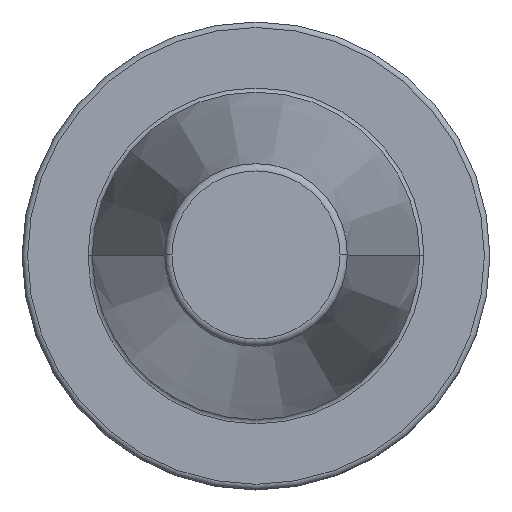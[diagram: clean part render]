
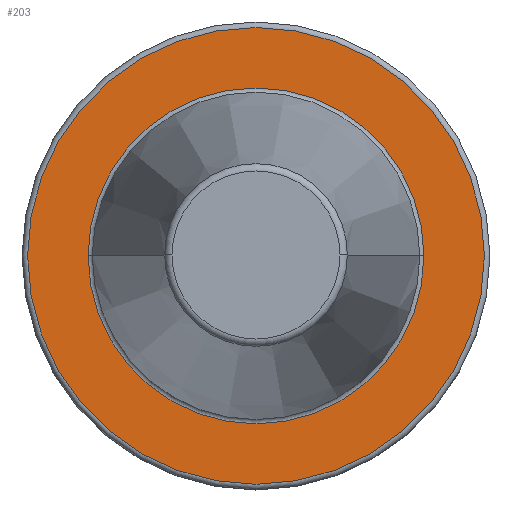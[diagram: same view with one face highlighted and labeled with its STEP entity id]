
A CAD part, top view. The second image highlights one B-rep face of the part: STEP entity #203.
In plain terms, the highlighted planar face has unit normal (0, 0, 1).
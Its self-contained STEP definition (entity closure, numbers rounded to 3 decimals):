
#59=FACE_BOUND('',#363,.T.);
#60=FACE_BOUND('',#364,.T.);
#99=PLANE('',#1377);
#203=ADVANCED_FACE('',(#59,#60),#99,.T.);
#363=EDGE_LOOP('',(#781));
#364=EDGE_LOOP('',(#782,#783));
#781=ORIENTED_EDGE('',*,*,#1138,.T.);
#782=ORIENTED_EDGE('',*,*,#1139,.F.);
#783=ORIENTED_EDGE('',*,*,#1140,.F.);
#979=VERTEX_POINT('',#2222);
#980=VERTEX_POINT('',#2224);
#981=VERTEX_POINT('',#2225);
#1138=EDGE_CURVE('',#979,#979,#1224,.T.);
#1139=EDGE_CURVE('',#980,#981,#1225,.T.);
#1140=EDGE_CURVE('',#981,#980,#1226,.T.);
#1224=CIRCLE('',#1374,31.);
#1225=CIRCLE('',#1375,22.79);
#1226=CIRCLE('',#1376,22.79);
#1374=AXIS2_PLACEMENT_3D('',#2221,#1655,#1656);
#1375=AXIS2_PLACEMENT_3D('',#2223,#1657,#1658);
#1376=AXIS2_PLACEMENT_3D('',#2226,#1659,#1660);
#1377=AXIS2_PLACEMENT_3D('',#2227,#1661,#1662);
#1655=DIRECTION('',(0.,0.,1.));
#1656=DIRECTION('',(1.,0.,0.));
#1657=DIRECTION('',(0.,0.,1.));
#1658=DIRECTION('',(1.,0.,0.));
#1659=DIRECTION('',(0.,0.,1.));
#1660=DIRECTION('',(1.,0.,0.));
#1661=DIRECTION('',(0.,0.,1.));
#1662=DIRECTION('',(-1.,0.,0.));
#2221=CARTESIAN_POINT('',(0.,0.,-3.2));
#2222=CARTESIAN_POINT('',(31.,0.,-3.2));
#2223=CARTESIAN_POINT('',(0.,0.,-3.2));
#2224=CARTESIAN_POINT('',(22.79,0.,-3.2));
#2225=CARTESIAN_POINT('',(-22.79,0.,-3.2));
#2226=CARTESIAN_POINT('',(0.,0.,-3.2));
#2227=CARTESIAN_POINT('',(0.,22.79,-3.2));
